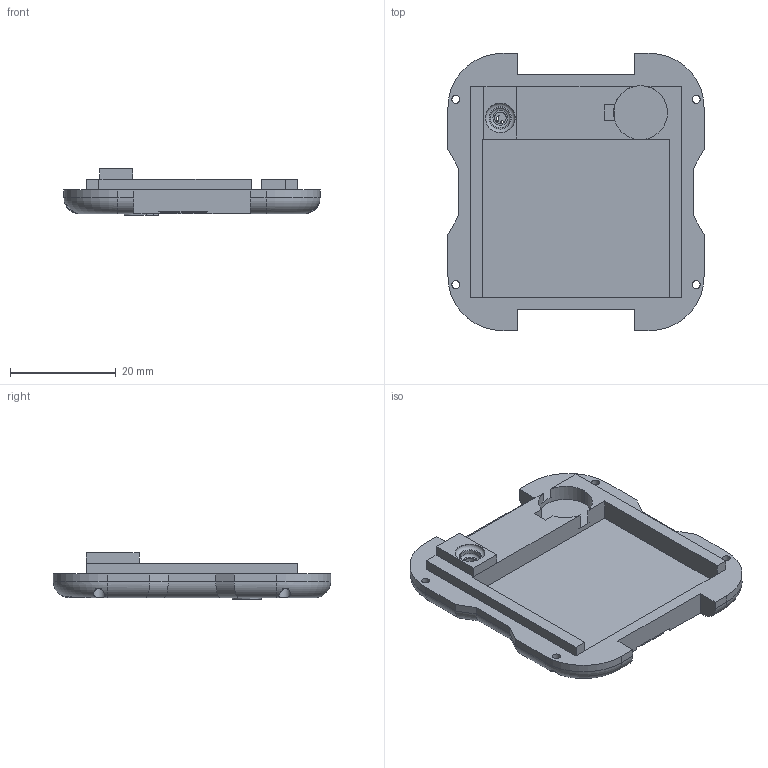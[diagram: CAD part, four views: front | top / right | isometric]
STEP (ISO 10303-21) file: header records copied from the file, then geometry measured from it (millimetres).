
FILE_DESCRIPTION(('FreeCAD Model'),'2;1');
FILE_NAME('Bottom.step','2014-07-25T01:19:21',('FreeCAD'),( 'FreeCAD'),'Open CASCADE STEP processor 6.5','FreeCAD','Unknown');
FILE_SCHEMA(('AUTOMOTIVE_DESIGN_CC2 { 1 2 10303 214 -1 1 5 4 }'));
Length unit declared in the file: millimetre
Products named in the file (1): Open CASCADE STEP translator 6.5 1
Bounding box: 48.4 x 52.4 x 8.8 mm (x, y, z)
Volume: 8032.1 mm3; surface area: 6321.8 mm2
Topology: 1 solids, 1 shells, 361 faces, 1003 edges, 661 vertices
Faces by surface type: plane 250, cylinder 105, torus 6
Full cylindrical faces by diameter (mm): 0.508 x1, 0.52 x1, 1.5 x4, 2.2 x5, 3.8 x1, 5.6 x1
Entity records: 28515 total; most frequent: CARTESIAN_POINT 8826, DIRECTION 3623, LINE 2397, VECTOR 2397, ORIENTED_EDGE 2006, PCURVE 2006, DEFINITIONAL_REPRESENTATION 2006, EDGE_CURVE 1003
